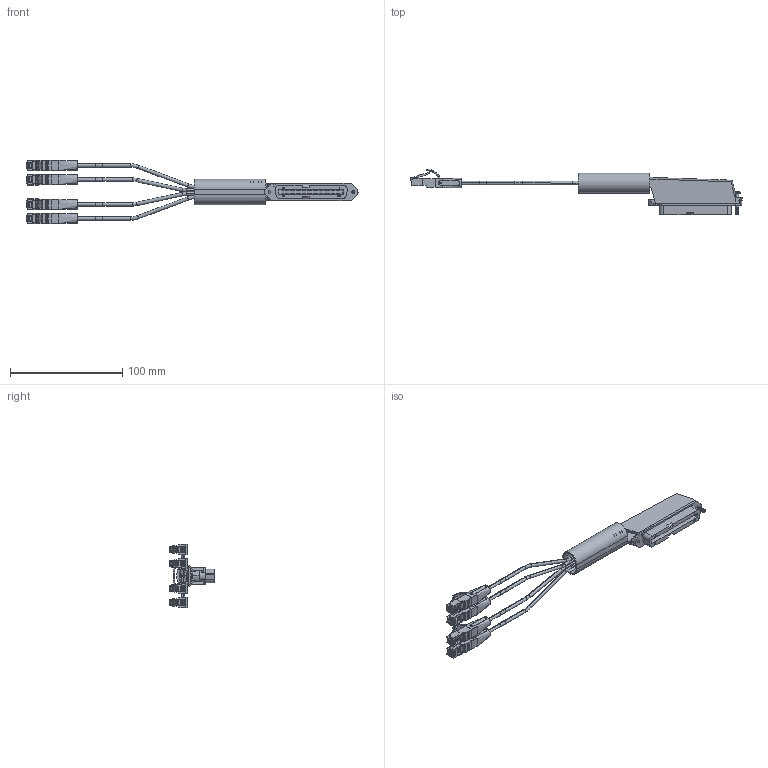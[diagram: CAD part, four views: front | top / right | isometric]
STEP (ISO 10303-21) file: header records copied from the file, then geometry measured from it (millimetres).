
FILE_DESCRIPTION (( 'STEP AP203' ), '1' );
FILE_NAME ('TDC50F66.STEP', '2013-06-10T13:41:49', ( 'x' ), ( '' ), 'SwSTEP 2.0', 'SolidWorks 2012', '' );
FILE_SCHEMA (( 'CONFIG_CONTROL_DESIGN' ));
Length unit declared in the file: inch
Products named in the file (15): TDC50F66; 3AB02-020_6X6 - NO LOGO; MTN-774_No Logo; 3AB02-019_6X6; 3AB02-019-MA1___; 3AB02-019___; TDC50 NUMBER BAND; TDC50 SHRINK TUBE_1.1" OVAL; TDC50 SWEEP 1; TDC50 SWEEP 2; 3AA16-009_50P FEMALE; 3AA16-009-MA4; 3AA16-009-MA2___; 1AA01-037-MA2___; 3AA16-009-MA1___
Assembly tree (33 placements, depth 4):
  TDC50F66
    3AA16-009_50P FEMALE
      3AA16-009-MA1___
      1AA01-037-MA2___
      3AA16-009-MA2___
      3AA16-009-MA4
    TDC50 SWEEP 2  x2
    TDC50 SWEEP 1  x2
    TDC50 SHRINK TUBE_1.1" OVAL
    TDC50 NUMBER BAND  x4
    3AB02-020_6X6 - NO LOGO  x4
      3AB02-019_6X6
        3AB02-019___
        3AB02-019-MA1___  x12
      MTN-774_No Logo
Bounding box: 295.86 x 40.69 x 56.89 mm (x, y, z)
Volume: 38299.6 mm3; surface area: 45244.2 mm2
Topology: 69 solids, 69 shells, 3987 faces, 11151 edges, 7231 vertices
Faces by surface type: plane 2779, cylinder 1059, bspline 88, sphere 36, torus 22, cone 3
Entity records: 43575 total; most frequent: CARTESIAN_POINT 12031, ORIENTED_EDGE 6368, DIRECTION 5831, EDGE_CURVE 3184, VECTOR 2287, LINE 2287, VERTEX_POINT 2082, AXIS2_PLACEMENT_3D 1772
